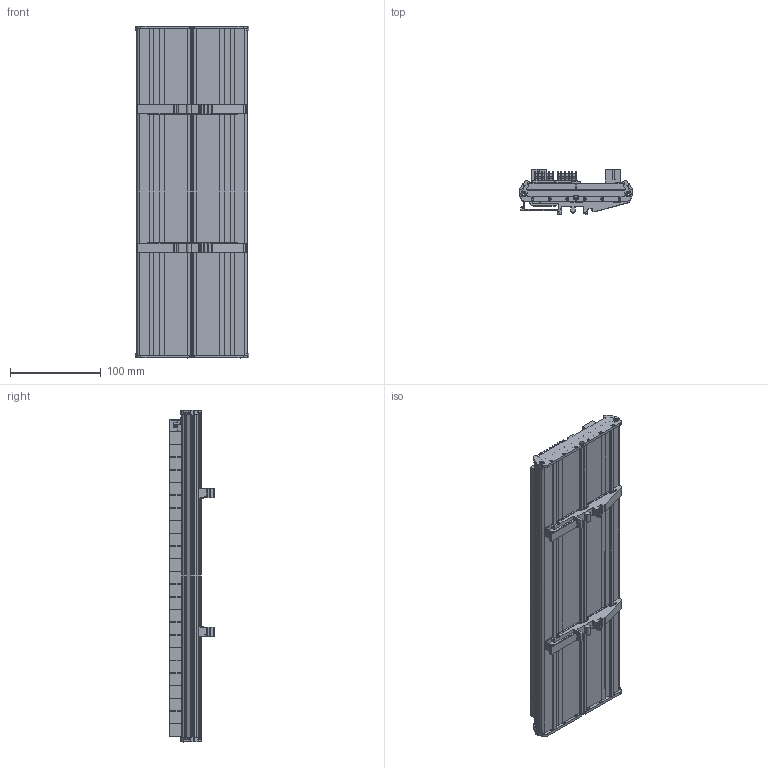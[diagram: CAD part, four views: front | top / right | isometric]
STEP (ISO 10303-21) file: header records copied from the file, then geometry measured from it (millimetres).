
FILE_DESCRIPTION (( 'STEP AP214' ), '1' );
FILE_NAME ('2610.STEP', '2020-04-20T17:53:29', ( '' ), ( '' ), 'SwSTEP 2.0', 'SolidWorks 2012', '' );
FILE_SCHEMA (( 'AUTOMOTIVE_DESIGN' ));
Length unit declared in the file: inch
Products named in the file (7): DIN_FOOT; DIN_END; DIN_RAIL new_14.15 inches (2610); CON6-156; RJ-11; 2610
Assembly tree (57 placements, depth 2):
  2610
    2610
    RJ-11  x49
    CON6-156  x2
    DIN_RAIL new_14.15 inches (2610)
    DIN_END  x2
    DIN_FOOT  x2
Bounding box: 125.4 x 49.56 x 365.41 mm (x, y, z)
Volume: 258758.7 mm3; surface area: 384338.7 mm2
Topology: 8 solids, 57 shells, 8365 faces, 29635 edges, 20438 vertices
Faces by surface type: plane 6266, cylinder 1707, cone 294, bspline 98
Entity records: 36144 total; most frequent: CARTESIAN_POINT 7875, ORIENTED_EDGE 5488, DIRECTION 4838, EDGE_CURVE 2817, VERTEX_POINT 1891, LINE 1858, VECTOR 1858, AXIS2_PLACEMENT_3D 1490
